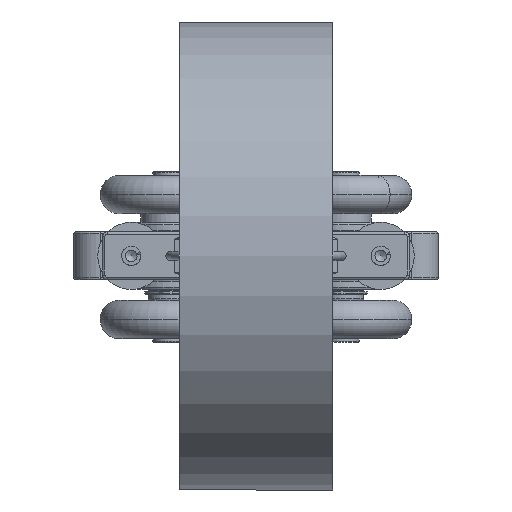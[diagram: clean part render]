
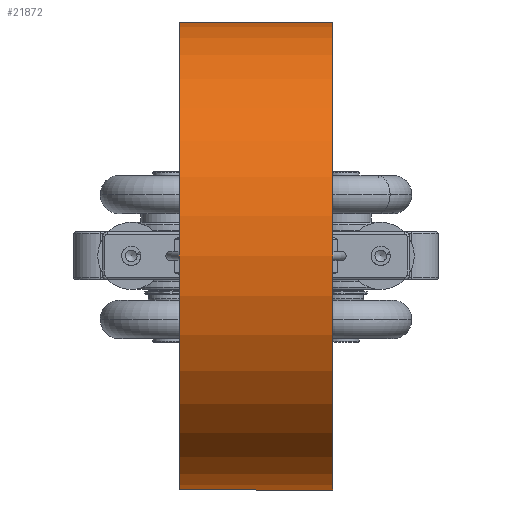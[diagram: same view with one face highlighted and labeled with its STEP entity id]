
A CAD part, front view. The second image highlights one B-rep face of the part: STEP entity #21872.
In plain terms, the highlighted cylindrical face has radius 77.47 mm (diameter 154.94 mm), a partial arc.
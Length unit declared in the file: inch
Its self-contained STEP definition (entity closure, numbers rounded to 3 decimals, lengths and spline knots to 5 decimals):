
#21784=CARTESIAN_POINT('',(3.01832,-19.56156,1.0));
#21785=VERTEX_POINT('',#21784);
#21792=CARTESIAN_POINT('',(3.01832,-19.56156,-1.0));
#21793=VERTEX_POINT('',#21792);
#21794=CARTESIAN_POINT('',(3.01832,-19.56156,-1.0));
#21795=DIRECTION('',(0.0,0.0,1.0));
#21796=VECTOR('',#21795,2.0);
#21797=LINE('',#21794,#21796);
#21798=EDGE_CURVE('',#21793,#21785,#21797,.T.);
#21840=CARTESIAN_POINT('',(0.0,-20.0,0.0));
#21841=DIRECTION('',(0.0,0.0,1.0));
#21842=DIRECTION('',(-0.99,0.144,0.0));
#21843=AXIS2_PLACEMENT_3D('',#21840,#21841,#21842);
#21844=CYLINDRICAL_SURFACE('',#21843,3.05);
#21845=ORIENTED_EDGE('',*,*,#21798,.T.);
#21846=CARTESIAN_POINT('',(-3.01832,-19.56156,1.0));
#21847=VERTEX_POINT('',#21846);
#21848=CARTESIAN_POINT('',(0.0,-20.0,1.0));
#21849=DIRECTION('',(0.0,0.0,1.0));
#21850=DIRECTION('',(-0.99,0.144,0.0));
#21851=AXIS2_PLACEMENT_3D('',#21848,#21849,#21850);
#21852=CIRCLE('',#21851,3.05);
#21853=EDGE_CURVE('',#21847,#21785,#21852,.T.);
#21854=ORIENTED_EDGE('',*,*,#21853,.F.);
#21855=CARTESIAN_POINT('',(-3.01832,-19.56156,-1.0));
#21856=VERTEX_POINT('',#21855);
#21857=CARTESIAN_POINT('',(-3.01832,-19.56156,-1.0));
#21858=DIRECTION('',(0.0,0.0,1.0));
#21859=VECTOR('',#21858,2.0);
#21860=LINE('',#21857,#21859);
#21861=EDGE_CURVE('',#21856,#21847,#21860,.T.);
#21862=ORIENTED_EDGE('',*,*,#21861,.F.);
#21863=CARTESIAN_POINT('',(0.0,-20.0,-1.0));
#21864=DIRECTION('',(0.0,0.0,1.0));
#21865=DIRECTION('',(-0.99,0.144,0.0));
#21866=AXIS2_PLACEMENT_3D('',#21863,#21864,#21865);
#21867=CIRCLE('',#21866,3.05);
#21868=EDGE_CURVE('',#21856,#21793,#21867,.T.);
#21869=ORIENTED_EDGE('',*,*,#21868,.T.);
#21870=EDGE_LOOP('',(#21845,#21854,#21862,#21869));
#21871=FACE_OUTER_BOUND('',#21870,.T.);
#21872=ADVANCED_FACE('',(#21871),#21844,.T.);
